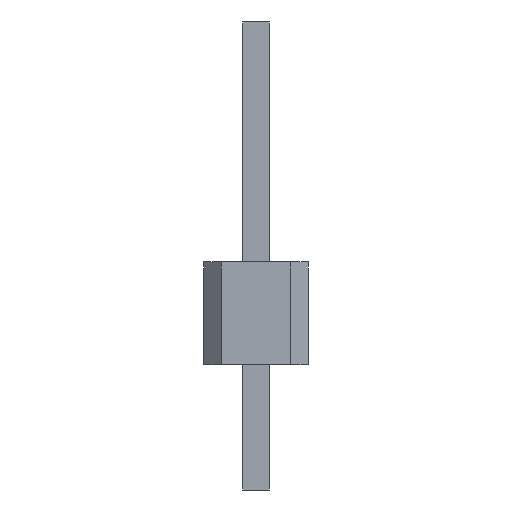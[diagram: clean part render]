
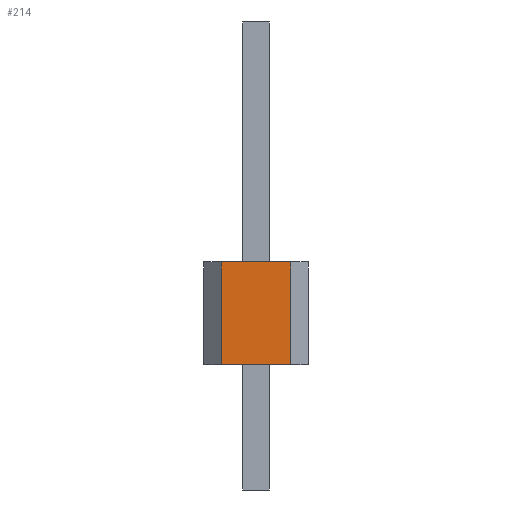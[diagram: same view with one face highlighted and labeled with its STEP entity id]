
A CAD part, left-side view. The second image highlights one B-rep face of the part: STEP entity #214.
In plain terms, the highlighted planar face has unit normal (-1, 0, 0).
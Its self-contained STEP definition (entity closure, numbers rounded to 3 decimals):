
#54 = CARTESIAN_POINT ( 'NONE',  ( -1.27, -0.846, 2.5 ) ) ;
#214 = ADVANCED_FACE ( 'NONE', ( #442 ), #1533, .F. ) ;
#277 = LINE ( 'NONE', #537, #1334 ) ;
#315 = CARTESIAN_POINT ( 'NONE',  ( -1.27, 0.846, 2.5 ) ) ;
#359 = ORIENTED_EDGE ( 'NONE', *, *, #1792, .F. ) ;
#416 = LINE ( 'NONE', #1278, #1639 ) ;
#442 = FACE_OUTER_BOUND ( 'NONE', #2202, .T. ) ;
#475 = VERTEX_POINT ( 'NONE', #2083 ) ;
#480 = EDGE_CURVE ( 'NONE', #704, #475, #416, .T. ) ;
#537 = CARTESIAN_POINT ( 'NONE',  ( -1.27, -0.846, 2.5 ) ) ;
#590 = ORIENTED_EDGE ( 'NONE', *, *, #480, .T. ) ;
#602 = ORIENTED_EDGE ( 'NONE', *, *, #1250, .T. ) ;
#606 = CARTESIAN_POINT ( 'NONE',  ( -1.27, 0.846, 0. ) ) ;
#704 = VERTEX_POINT ( 'NONE', #315 ) ;
#737 = CARTESIAN_POINT ( 'NONE',  ( -1.27, 0.846, 2.5 ) ) ;
#781 = EDGE_CURVE ( 'NONE', #704, #2179, #1288, .T. ) ;
#892 = LINE ( 'NONE', #606, #2562 ) ;
#1053 = AXIS2_PLACEMENT_3D ( 'NONE', #2317, #1542, #2126 ) ;
#1135 = VECTOR ( 'NONE', #1547, 1000. ) ;
#1136 = ORIENTED_EDGE ( 'NONE', *, *, #781, .F. ) ;
#1250 = EDGE_CURVE ( 'NONE', #475, #1889, #892, .T. ) ;
#1278 = CARTESIAN_POINT ( 'NONE',  ( -1.27, 0.846, 2.5 ) ) ;
#1288 = LINE ( 'NONE', #737, #1135 ) ;
#1334 = VECTOR ( 'NONE', #2323, 1000. ) ;
#1452 = DIRECTION ( 'NONE',  ( 0., 0., -1. ) ) ;
#1533 = PLANE ( 'NONE',  #1053 ) ;
#1542 = DIRECTION ( 'NONE',  ( 1., 0., 0. ) ) ;
#1547 = DIRECTION ( 'NONE',  ( 0., -1., 0. ) ) ;
#1639 = VECTOR ( 'NONE', #1452, 1000. ) ;
#1792 = EDGE_CURVE ( 'NONE', #2179, #1889, #277, .T. ) ;
#1889 = VERTEX_POINT ( 'NONE', #2451 ) ;
#2083 = CARTESIAN_POINT ( 'NONE',  ( -1.27, 0.846, 0. ) ) ;
#2126 = DIRECTION ( 'NONE',  ( 0., 0., -1. ) ) ;
#2179 = VERTEX_POINT ( 'NONE', #54 ) ;
#2202 = EDGE_LOOP ( 'NONE', ( #602, #359, #1136, #590 ) ) ;
#2213 = DIRECTION ( 'NONE',  ( 0., -1., 0. ) ) ;
#2317 = CARTESIAN_POINT ( 'NONE',  ( -1.27, 0.846, 2.5 ) ) ;
#2323 = DIRECTION ( 'NONE',  ( 0., 0., -1. ) ) ;
#2451 = CARTESIAN_POINT ( 'NONE',  ( -1.27, -0.846, 0. ) ) ;
#2562 = VECTOR ( 'NONE', #2213, 1000. ) ;
